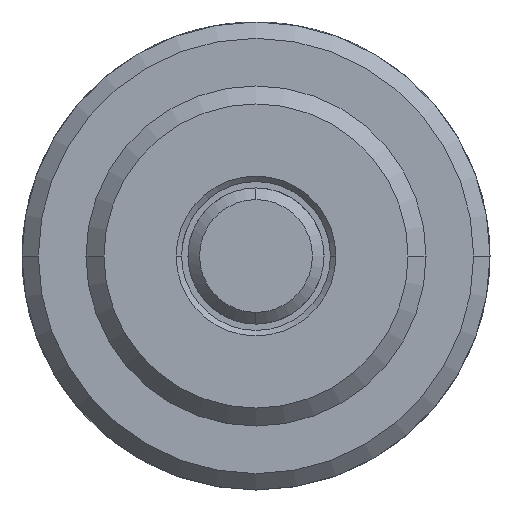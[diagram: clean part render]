
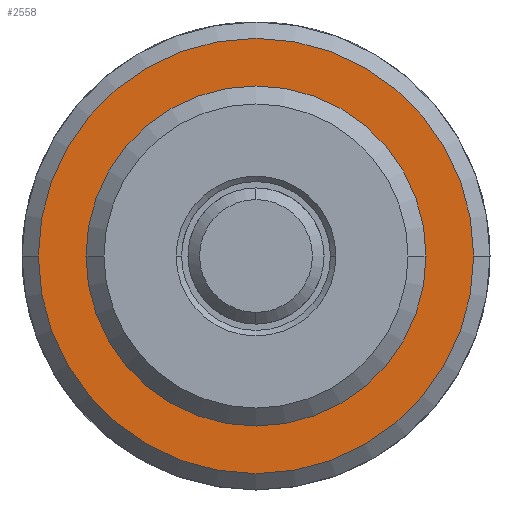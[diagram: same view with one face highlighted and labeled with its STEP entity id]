
A CAD part, left-side view. The second image highlights one B-rep face of the part: STEP entity #2558.
In plain terms, the highlighted planar face has unit normal (-1, 0, 0).
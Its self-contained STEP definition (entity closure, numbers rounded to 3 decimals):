
#36 = ORIENTED_EDGE ( 'NONE', *, *, #3072, .T. ) ;
#157 = CARTESIAN_POINT ( 'NONE',  ( 12.7, 0., 0. ) ) ;
#165 = CIRCLE ( 'NONE', #3877, 7.906 ) ;
#276 = EDGE_CURVE ( 'NONE', #3771, #2496, #2799, .T. ) ;
#291 = EDGE_LOOP ( 'NONE', ( #1366, #36 ) ) ;
#343 = DIRECTION ( 'NONE',  ( 0., 0., -1. ) ) ;
#720 = DIRECTION ( 'NONE',  ( 1., 0., 0. ) ) ;
#753 = AXIS2_PLACEMENT_3D ( 'NONE', #2332, #2000, #2353 ) ;
#759 = FACE_BOUND ( 'NONE', #291, .T. ) ;
#852 = DIRECTION ( 'NONE',  ( 1., 0., 0. ) ) ;
#1079 = VERTEX_POINT ( 'NONE', #1545 ) ;
#1304 = ORIENTED_EDGE ( 'NONE', *, *, #3868, .F. ) ;
#1322 = ORIENTED_EDGE ( 'NONE', *, *, #276, .F. ) ;
#1336 = CIRCLE ( 'NONE', #2387, 10.16 ) ;
#1366 = ORIENTED_EDGE ( 'NONE', *, *, #1911, .T. ) ;
#1378 = FACE_OUTER_BOUND ( 'NONE', #2157, .T. ) ;
#1545 = CARTESIAN_POINT ( 'NONE',  ( 12.7, 0., 7.906 ) ) ;
#1730 = AXIS2_PLACEMENT_3D ( 'NONE', #157, #852, #3943 ) ;
#1740 = CARTESIAN_POINT ( 'NONE',  ( 12.7, 0., 10.16 ) ) ;
#1911 = EDGE_CURVE ( 'NONE', #3135, #1079, #2012, .T. ) ;
#1976 = DIRECTION ( 'NONE',  ( 0., 0., -1. ) ) ;
#2000 = DIRECTION ( 'NONE',  ( 1., 0., 0. ) ) ;
#2012 = CIRCLE ( 'NONE', #3973, 7.906 ) ;
#2037 = CARTESIAN_POINT ( 'NONE',  ( 12.7, 0., -7.906 ) ) ;
#2041 = CARTESIAN_POINT ( 'NONE',  ( 12.7, 0., -10.16 ) ) ;
#2157 = EDGE_LOOP ( 'NONE', ( #1322, #1304 ) ) ;
#2167 = CARTESIAN_POINT ( 'NONE',  ( 12.7, 0., 0. ) ) ;
#2332 = CARTESIAN_POINT ( 'NONE',  ( 12.7, 0., 0. ) ) ;
#2353 = DIRECTION ( 'NONE',  ( 0., 0., -1. ) ) ;
#2387 = AXIS2_PLACEMENT_3D ( 'NONE', #2167, #2413, #2780 ) ;
#2413 = DIRECTION ( 'NONE',  ( 1., 0., 0. ) ) ;
#2496 = VERTEX_POINT ( 'NONE', #2041 ) ;
#2508 = CARTESIAN_POINT ( 'NONE',  ( 12.7, 0., 0. ) ) ;
#2558 = ADVANCED_FACE ( 'NONE', ( #1378, #759 ), #2681, .F. ) ;
#2681 = PLANE ( 'NONE',  #753 ) ;
#2780 = DIRECTION ( 'NONE',  ( 0., 0., -1. ) ) ;
#2799 = CIRCLE ( 'NONE', #1730, 10.16 ) ;
#3072 = EDGE_CURVE ( 'NONE', #1079, #3135, #165, .T. ) ;
#3135 = VERTEX_POINT ( 'NONE', #2037 ) ;
#3195 = CARTESIAN_POINT ( 'NONE',  ( 12.7, 0., 0. ) ) ;
#3352 = DIRECTION ( 'NONE',  ( 1., 0., 0. ) ) ;
#3771 = VERTEX_POINT ( 'NONE', #1740 ) ;
#3868 = EDGE_CURVE ( 'NONE', #2496, #3771, #1336, .T. ) ;
#3877 = AXIS2_PLACEMENT_3D ( 'NONE', #3195, #720, #1976 ) ;
#3943 = DIRECTION ( 'NONE',  ( 0., 0., -1. ) ) ;
#3973 = AXIS2_PLACEMENT_3D ( 'NONE', #2508, #3352, #343 ) ;
